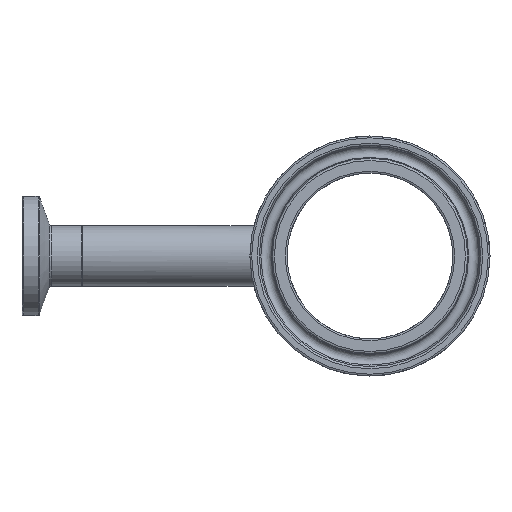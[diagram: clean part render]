
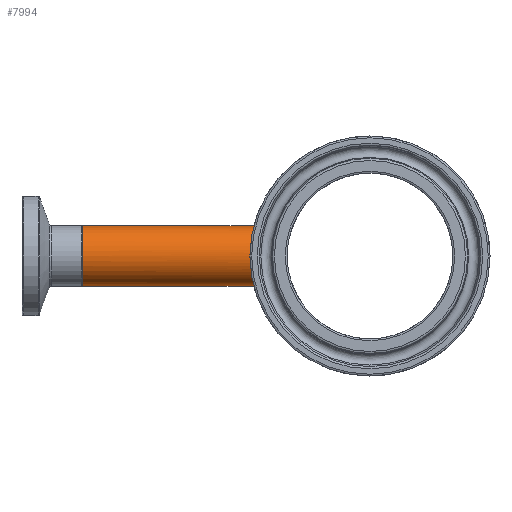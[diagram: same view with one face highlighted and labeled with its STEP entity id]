
A CAD part, left-side view. The second image highlights one B-rep face of the part: STEP entity #7994.
In plain terms, the highlighted cylindrical face has radius 6.35 mm (diameter 12.7 mm), a full revolution.
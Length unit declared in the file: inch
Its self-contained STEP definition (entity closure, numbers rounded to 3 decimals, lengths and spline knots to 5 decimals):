
#189=FACE_BOUND('',#1559,.T.);
#1011=FACE_OUTER_BOUND('',#1558,.T.);
#1558=EDGE_LOOP('',(#7376));
#1559=EDGE_LOOP('',(#7377));
#2769=CIRCLE('',#8425,0.25);
#3189=B_SPLINE_CURVE_WITH_KNOTS('',3,(#17426,#17427,#17428,#17429,#17430,
#17431,#17432,#17433,#17434,#17435,#17436,#17437,#17438,#17439,#17440,#17441),
 .UNSPECIFIED.,.T.,.F.,(4,1,1,1,1,1,1,1,1,1,1,1,1,4),(0.,0.27566,
0.55133,0.82699,1.10265,1.65398,1.83775,
2.2053,2.48096,2.75663,3.03229,3.30795,
3.58361,3.85928),.UNSPECIFIED.);
#3929=VERTEX_POINT('',#17234);
#3966=VERTEX_POINT('',#17424);
#5069=EDGE_CURVE('',#3929,#3929,#2769,.T.);
#5107=EDGE_CURVE('',#3966,#3966,#3189,.T.);
#7376=ORIENTED_EDGE('',*,*,#5069,.T.);
#7377=ORIENTED_EDGE('',*,*,#5107,.F.);
#7442=CYLINDRICAL_SURFACE('',#8499,0.25);
#7994=ADVANCED_FACE('',(#1011,#189),#7442,.T.);
#8425=AXIS2_PLACEMENT_3D('',#17235,#9875,#9876);
#8499=AXIS2_PLACEMENT_3D('',#17442,#10023,#10024);
#9875=DIRECTION('center_axis',(0.,-1.,0.));
#9876=DIRECTION('ref_axis',(-1.,0.,0.));
#10023=DIRECTION('center_axis',(0.,-1.,0.));
#10024=DIRECTION('ref_axis',(-1.,0.,0.));
#17234=CARTESIAN_POINT('',(0.25,2.375,0.));
#17235=CARTESIAN_POINT('Origin',(0.,2.375,0.));
#17424=CARTESIAN_POINT('',(0.,0.75,-0.25));
#17426=CARTESIAN_POINT('Ctrl Pts',(0.,0.74996,
-0.25003));
#17427=CARTESIAN_POINT('Ctrl Pts',(0.03771,0.74996,
-0.25003));
#17428=CARTESIAN_POINT('Ctrl Pts',(0.11315,0.75966,
-0.23245));
#17429=CARTESIAN_POINT('Ctrl Pts',(0.20156,0.78984,
-0.16137));
#17430=CARTESIAN_POINT('Ctrl Pts',(0.25203,0.81335,
-0.05862));
#17431=CARTESIAN_POINT('Ctrl Pts',(0.25215,0.81366,
0.09789));
#17432=CARTESIAN_POINT('Ctrl Pts',(0.15931,0.76947,
0.21349));
#17433=CARTESIAN_POINT('Ctrl Pts',(0.01396,0.74513,
0.25862));
#17434=CARTESIAN_POINT('Ctrl Pts',(-0.10331,0.75597,
0.24062));
#17435=CARTESIAN_POINT('Ctrl Pts',(-0.20156,0.78996,
0.16134));
#17436=CARTESIAN_POINT('Ctrl Pts',(-0.25207,0.81334,
0.05853));
#17437=CARTESIAN_POINT('Ctrl Pts',(-0.25205,0.81345,
-0.05845));
#17438=CARTESIAN_POINT('Ctrl Pts',(-0.20157,0.7898,
-0.1615));
#17439=CARTESIAN_POINT('Ctrl Pts',(-0.11314,0.75967,
-0.23242));
#17440=CARTESIAN_POINT('Ctrl Pts',(-0.03772,0.74996,
-0.25002));
#17441=CARTESIAN_POINT('Ctrl Pts',(0.,0.74996,
-0.25003));
#17442=CARTESIAN_POINT('Origin',(0.,2.375,0.));
